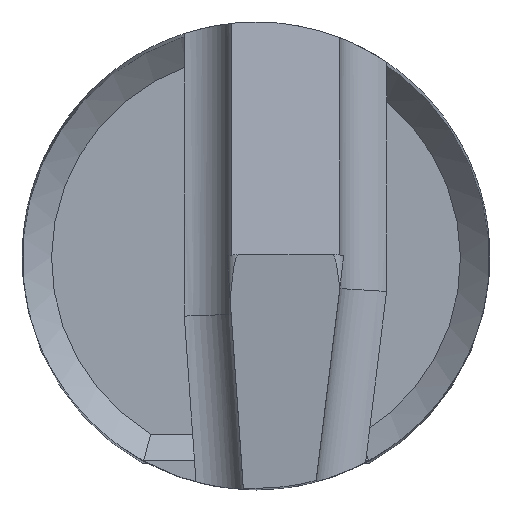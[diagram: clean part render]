
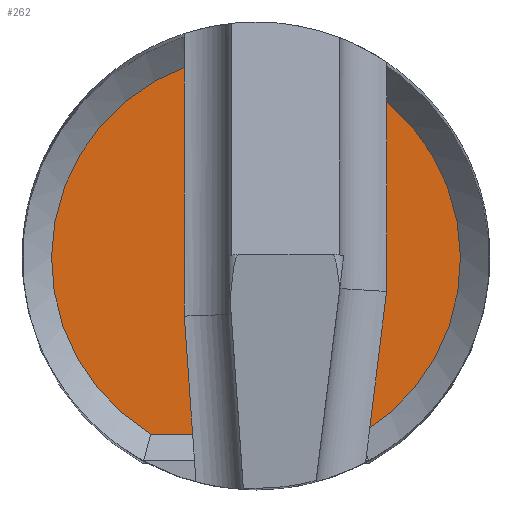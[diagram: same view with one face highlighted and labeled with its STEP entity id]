
A CAD part, top view. The second image highlights one B-rep face of the part: STEP entity #262.
In plain terms, the highlighted planar face has unit normal (0, 0, -1).
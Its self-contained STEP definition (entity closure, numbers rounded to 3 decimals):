
#254=VERTEX_POINT('NONE',#603);
#258=EDGE_CURVE('NONE',#362,#308,#607,.T.);
#262=ADVANCED_FACE('NONE',(#611),#612,.T.);
#308=VERTEX_POINT('NONE',#661);
#362=VERTEX_POINT('NONE',#720);
#366=EDGE_CURVE('NONE',#254,#362,#724,.T.);
#480=EDGE_CURVE('NONE',#308,#254,#849,.T.);
#603=CARTESIAN_POINT('',(-1.803,-3.0,0.0));
#607=CIRCLE('',#1048,3.5);
#611=FACE_OUTER_BOUND('',#1054,.T.);
#612=PLANE('',#1055);
#661=CARTESIAN_POINT('',(1.803,-3.0,0.0));
#720=CARTESIAN_POINT('',(0.0,3.5,0.0));
#724=CIRCLE('',#1245,3.5);
#849=LINE('',#1475,#1476);
#1048=AXIS2_PLACEMENT_3D('',#1615,#1616,#1617);
#1054=EDGE_LOOP('',(#1620,#1621,#1622));
#1055=AXIS2_PLACEMENT_3D('',#1623,#1624,#1625);
#1245=AXIS2_PLACEMENT_3D('',#1731,#1732,#1733);
#1475=CARTESIAN_POINT('',(-1.936,-3.0,0.0));
#1476=VECTOR('',#1866,1000.0);
#1615=CARTESIAN_POINT('',(0.0,0.0,0.0));
#1616=DIRECTION('',(0.0,0.0,-1.0));
#1617=DIRECTION('',(0.0,-1.0,0.0));
#1620=ORIENTED_EDGE('',*,*,#480,.T.);
#1621=ORIENTED_EDGE('',*,*,#366,.T.);
#1622=ORIENTED_EDGE('',*,*,#258,.T.);
#1623=CARTESIAN_POINT('',(0.0,0.0,0.0));
#1624=DIRECTION('',(0.0,0.0,-1.0));
#1625=DIRECTION('',(-1.0,0.0,0.0));
#1731=CARTESIAN_POINT('',(0.0,0.0,0.0));
#1732=DIRECTION('',(0.0,0.0,-1.0));
#1733=DIRECTION('',(0.0,-1.0,0.0));
#1866=DIRECTION('',(-1.0,0.,0.0));
